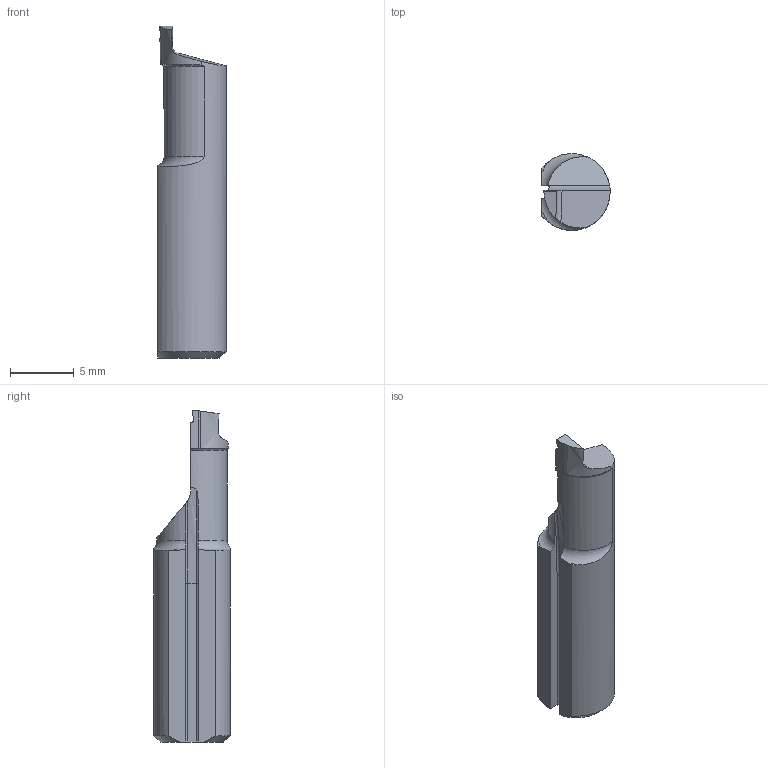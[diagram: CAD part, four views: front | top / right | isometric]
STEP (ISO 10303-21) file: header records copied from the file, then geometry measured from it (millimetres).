
FILE_DESCRIPTION (( 'STEP AP203' ), '1' );
FILE_NAME ('L010.1006-10.step', '2024-09-06T13:06:18', ( '' ), ( '' ), 'SwSTEP 2.0', 'SolidWorks 2022', '' );
FILE_SCHEMA (( 'CONFIG_CONTROL_DESIGN' ));
Length unit declared in the file: millimetre
Products named in the file (1): L010.1006-10
Bounding box: 5.35 x 6 x 26 mm (x, y, z)
Volume: 508.6 mm3; surface area: 476.5 mm2
Topology: 1 solids, 1 shells, 36 faces, 100 edges, 66 vertices
Faces by surface type: plane 18, cylinder 10, torus 6, cone 1, bspline 1
Entity records: 1334 total; most frequent: CARTESIAN_POINT 384, ORIENTED_EDGE 200, DIRECTION 163, EDGE_CURVE 100, VERTEX_POINT 66, AXIS2_PLACEMENT_3D 59, LINE 45, VECTOR 45
